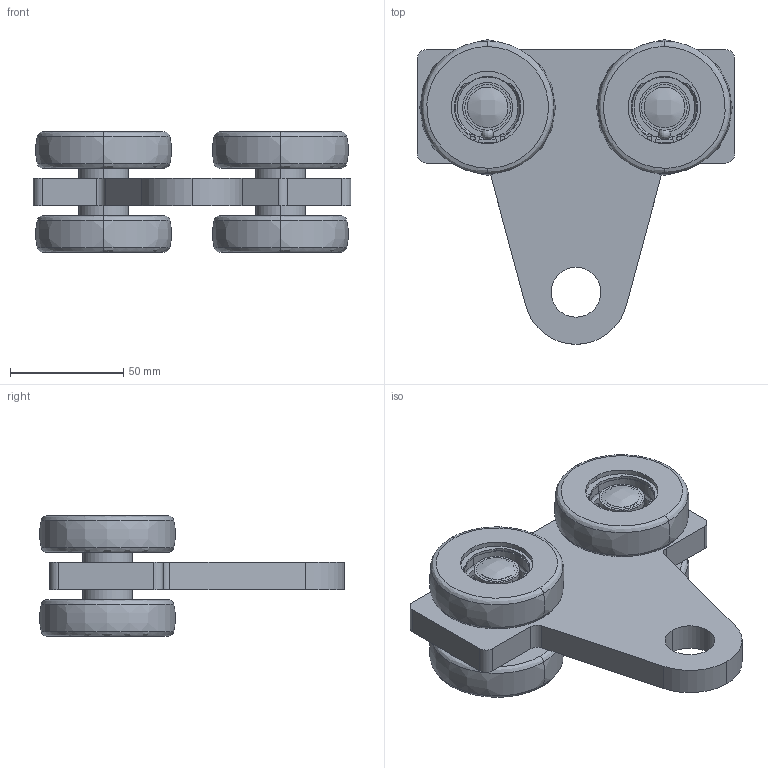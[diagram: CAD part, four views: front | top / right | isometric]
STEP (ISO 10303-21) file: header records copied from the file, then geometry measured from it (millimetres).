
FILE_DESCRIPTION (( 'STEP AP214' ), '1' );
FILE_NAME ('0041826.step', '2023-03-08T14:25:27', ( '' ), ( '' ), 'SwSTEP 2.0', 'SolidWorks 2020', '' );
FILE_SCHEMA (( 'AUTOMOTIVE_DESIGN' ));
Length unit declared in the file: millimetre
Products named in the file (1): 0041826
Bounding box: 140 x 134.42 x 53 mm (x, y, z)
Volume: 291961.3 mm3; surface area: 93894.6 mm2
Topology: 71 solids, 71 shells, 419 faces, 995 edges, 542 vertices
Faces by surface type: bspline 170, cylinder 158, plane 91
Entity records: 18296 total; most frequent: CARTESIAN_POINT 4635, DIRECTION 1751, ORIENTED_EDGE 1606, EDGE_CURVE 803, AXIS2_PLACEMENT_3D 750, VERTEX_POINT 542, CIRCLE 500, UNCERTAINTY_MEASURE_WITH_UNIT 492
